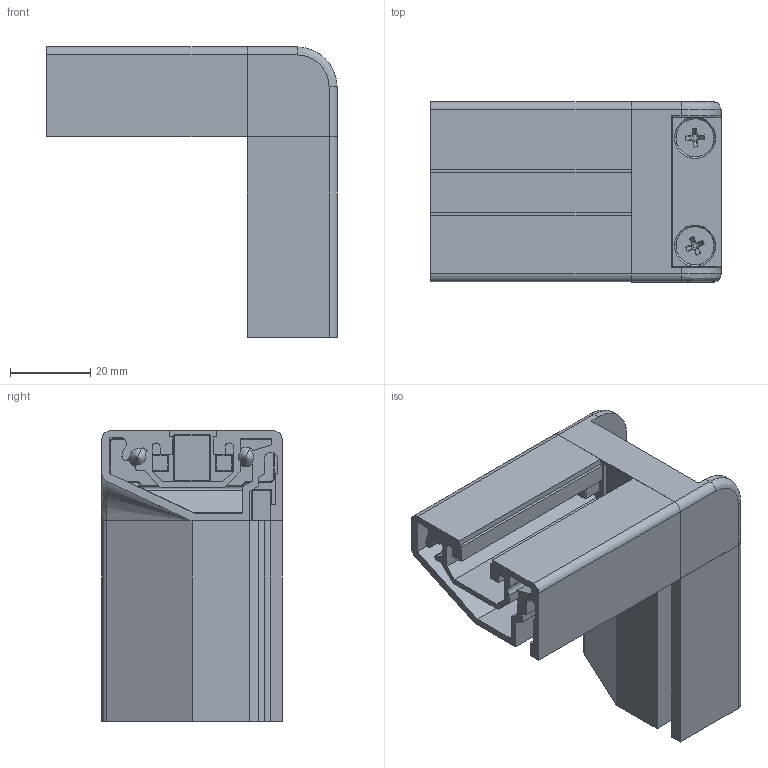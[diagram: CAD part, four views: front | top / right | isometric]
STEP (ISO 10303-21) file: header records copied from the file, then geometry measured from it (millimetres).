
FILE_DESCRIPTION (( 'STEP AP214' ), '1' );
FILE_NAME ('6530208', '2019-01-30T08:32:22', ( '' ), ('JUGARD+KÜNSTNER GmbH'), 'SwSTEP 2.0', 'SolidWorks 2017', '' );
FILE_SCHEMA (( 'AUTOMOTIVE_DESIGN' ));
Length unit declared in the file: millimetre
Products named in the file (4): 6530208; Part2; Part7; Part3
Assembly tree (7 placements, depth 2):
  6530208
    Part2  x2
    Part7
    Part3  x4
Bounding box: 72.5 x 45 x 72.5 mm (x, y, z)
Volume: 50557.1 mm3; surface area: 45463.7 mm2
Topology: 7 solids, 7 shells, 536 faces, 1382 edges, 816 vertices
Faces by surface type: plane 238, cylinder 186, bspline 87, cone 25
Entity records: 17342 total; most frequent: CARTESIAN_POINT 4136, ORIENTED_EDGE 1860, DIRECTION 1786, EDGE_CURVE 930, AXIS2_PLACEMENT_3D 611, VECTOR 564, LINE 564, VERTEX_POINT 555
